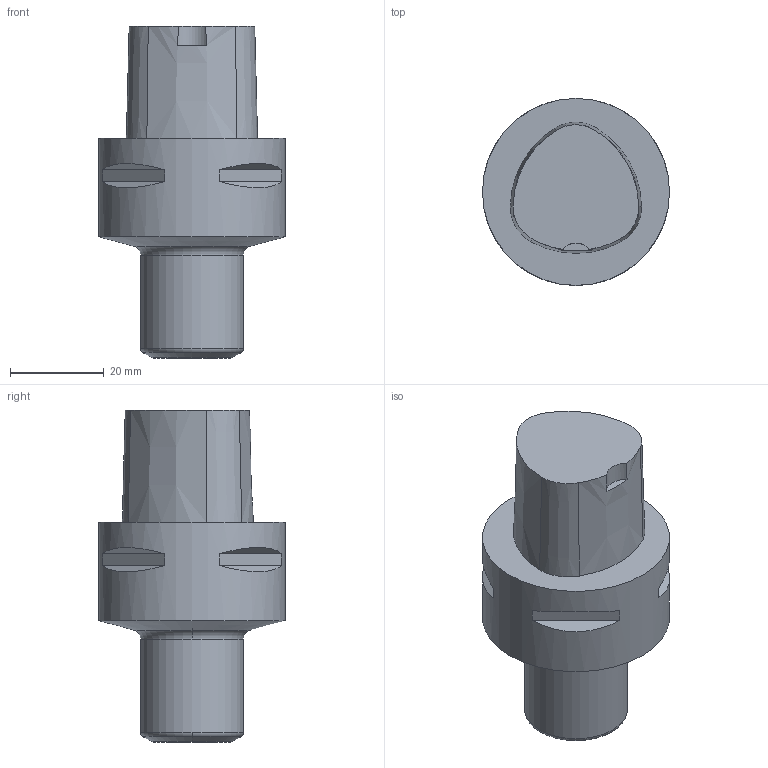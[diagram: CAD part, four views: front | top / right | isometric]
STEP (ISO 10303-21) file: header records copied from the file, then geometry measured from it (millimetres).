
FILE_DESCRIPTION(/* description */ (''),/* implementation_level */ '2;1');
FILE_NAME(/* name */ '1643615032678.stp',/* time_stamp */ '2022-01-31T13:14:15+06:00',/* author */ (''),/* organization */ ('SMS'),/* preprocessor_version */ 'ST-DEVELOPER v16.7',/* originating_system */ 'SIEMENS PLM Software NX 12.0',/* authorisation */ '');
FILE_SCHEMA (('AUTOMOTIVE_DESIGN { 1 0 10303 214 3 1 1 1 }'));
Length unit declared in the file: millimetre
Products named in the file (1): 202044234mod000_00
Bounding box: 40 x 40 x 71 mm (x, y, z)
Volume: 50069.8 mm3; surface area: 9336.5 mm2
Topology: 1 solids, 1 shells, 37 faces, 80 edges, 54 vertices
Faces by surface type: plane 17, cone 10, torus 6, cylinder 4
Full cylindrical faces by diameter (mm): 5 x1, 22 x1, 40 x1
Entity records: 1173 total; most frequent: DIRECTION 216, CARTESIAN_POINT 198, ORIENTED_EDGE 174, AXIS2_PLACEMENT_3D 90, EDGE_CURVE 87, VERTEX_POINT 61, EDGE_LOOP 46, CIRCLE 41
